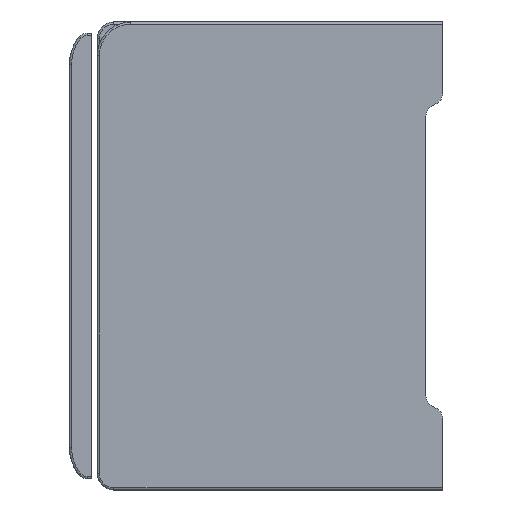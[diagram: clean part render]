
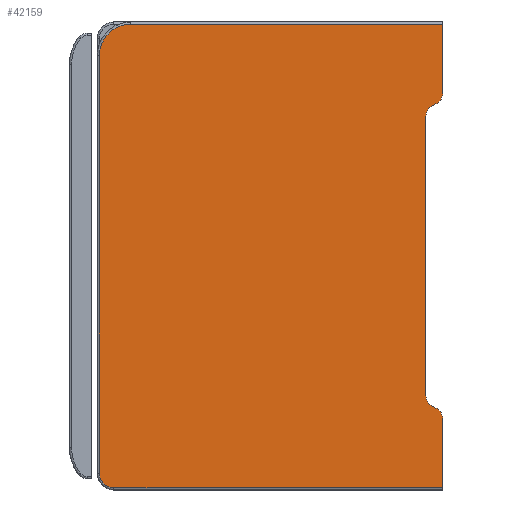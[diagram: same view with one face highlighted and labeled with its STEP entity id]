
A CAD part, left-side view. The second image highlights one B-rep face of the part: STEP entity #42159.
In plain terms, the highlighted planar face has unit normal (-1, 0, 0).
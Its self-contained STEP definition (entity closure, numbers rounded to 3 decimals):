
#6530=DIRECTION('',(0.,-1.,0.));
#6531=VECTOR('',#6530,28.);
#6532=CARTESIAN_POINT('',(68.4,28.,21.7));
#6533=LINE('',#6532,#6531);
#6534=DIRECTION('',(0.,0.,-1.));
#6535=VECTOR('',#6534,6.223);
#6536=CARTESIAN_POINT('',(68.4,0.,21.7));
#6537=LINE('',#6536,#6535);
#6538=CARTESIAN_POINT('',(68.4,1.,15.478));
#6539=DIRECTION('',(1.,0.,0.));
#6540=DIRECTION('',(0.,-1.,0.));
#6541=AXIS2_PLACEMENT_3D('',#6538,#6539,#6540);
#6543=DIRECTION('',(0.,-0.866,0.5));
#6544=VECTOR('',#6543,0.577);
#6545=CARTESIAN_POINT('',(68.4,1.,14.323));
#6546=LINE('',#6545,#6544);
#6547=CARTESIAN_POINT('',(68.4,0.5,13.457));
#6548=DIRECTION('',(1.,0.,0.));
#6549=DIRECTION('',(0.,1.,0.));
#6550=AXIS2_PLACEMENT_3D('',#6547,#6548,#6549);
#6552=DIRECTION('',(0.,0.,1.));
#6553=VECTOR('',#6552,25.113);
#6554=CARTESIAN_POINT('',(68.4,1.5,-11.656));
#6555=LINE('',#6554,#6553);
#6556=CARTESIAN_POINT('',(68.4,0.5,-11.656));
#6557=DIRECTION('',(1.,0.,0.));
#6558=DIRECTION('',(0.,0.5,-0.866));
#6559=AXIS2_PLACEMENT_3D('',#6556,#6557,#6558);
#6561=DIRECTION('',(0.,0.866,0.5));
#6562=VECTOR('',#6561,0.577);
#6563=CARTESIAN_POINT('',(68.4,0.5,-12.811));
#6564=LINE('',#6563,#6562);
#6565=CARTESIAN_POINT('',(68.4,1.,-13.677));
#6566=DIRECTION('',(1.,0.,0.));
#6567=DIRECTION('',(0.,-0.5,0.866));
#6568=AXIS2_PLACEMENT_3D('',#6565,#6566,#6567);
#6570=DIRECTION('',(0.,0.,-1.));
#6571=VECTOR('',#6570,6.223);
#6572=CARTESIAN_POINT('',(68.4,0.,-13.677));
#6573=LINE('',#6572,#6571);
#6574=DIRECTION('',(0.,1.,0.));
#6575=VECTOR('',#6574,29.5);
#6576=CARTESIAN_POINT('',(68.4,0.,-19.9));
#6577=LINE('',#6576,#6575);
#6578=CARTESIAN_POINT('',(68.4,29.5,-18.6));
#6579=DIRECTION('',(1.,0.,0.));
#6580=DIRECTION('',(0.,0.,-1.));
#6581=AXIS2_PLACEMENT_3D('',#6578,#6579,#6580);
#6583=DIRECTION('',(0.,0.,1.));
#6584=VECTOR('',#6583,37.5);
#6585=CARTESIAN_POINT('',(68.4,30.8,-18.6));
#6586=LINE('',#6585,#6584);
#6587=CARTESIAN_POINT('',(68.4,28.,18.9));
#6588=DIRECTION('',(1.,0.,0.));
#6589=DIRECTION('',(0.,1.,0.));
#6590=AXIS2_PLACEMENT_3D('',#6587,#6588,#6589);
#26783=CARTESIAN_POINT('',(68.4,0.,21.7));
#26785=VERTEX_POINT('',#26783);
#26786=CARTESIAN_POINT('',(68.4,28.,21.7));
#26787=VERTEX_POINT('',#26786);
#26792=CARTESIAN_POINT('',(68.4,30.8,18.9));
#26793=VERTEX_POINT('',#26792);
#26796=CARTESIAN_POINT('',(68.4,30.8,-18.6));
#26797=VERTEX_POINT('',#26796);
#26798=CARTESIAN_POINT('',(68.4,0.,-19.9));
#26800=VERTEX_POINT('',#26798);
#26804=CARTESIAN_POINT('',(68.4,29.5,-19.9));
#26805=VERTEX_POINT('',#26804);
#29290=CARTESIAN_POINT('',(68.4,0.5,-12.811));
#29291=CARTESIAN_POINT('',(68.4,0.,-13.677));
#29292=VERTEX_POINT('',#29290);
#29293=VERTEX_POINT('',#29291);
#29294=CARTESIAN_POINT('',(68.4,1.,-12.522));
#29295=VERTEX_POINT('',#29294);
#29296=CARTESIAN_POINT('',(68.4,1.5,-11.656));
#29297=VERTEX_POINT('',#29296);
#29298=CARTESIAN_POINT('',(68.4,1.5,13.457));
#29299=VERTEX_POINT('',#29298);
#29300=CARTESIAN_POINT('',(68.4,1.,14.323));
#29301=VERTEX_POINT('',#29300);
#29302=CARTESIAN_POINT('',(68.4,0.5,14.612));
#29303=VERTEX_POINT('',#29302);
#29304=CARTESIAN_POINT('',(68.4,0.,15.478));
#29305=VERTEX_POINT('',#29304);
#42127=CARTESIAN_POINT('',(68.4,0.,-20.1));
#42128=DIRECTION('',(-1.,0.,0.));
#42129=DIRECTION('',(0.,0.,1.));
#42130=AXIS2_PLACEMENT_3D('',#42127,#42128,#42129);
#42131=PLANE('',#42130);
#42133=ORIENTED_EDGE('',*,*,#42132,.T.);
#42134=ORIENTED_EDGE('',*,*,#42089,.T.);
#42136=ORIENTED_EDGE('',*,*,#42135,.T.);
#42138=ORIENTED_EDGE('',*,*,#42137,.F.);
#42140=ORIENTED_EDGE('',*,*,#42139,.F.);
#42142=ORIENTED_EDGE('',*,*,#42141,.F.);
#42144=ORIENTED_EDGE('',*,*,#42143,.F.);
#42146=ORIENTED_EDGE('',*,*,#42145,.F.);
#42147=ORIENTED_EDGE('',*,*,#42112,.T.);
#42148=ORIENTED_EDGE('',*,*,#42070,.T.);
#42150=ORIENTED_EDGE('',*,*,#42149,.T.);
#42152=ORIENTED_EDGE('',*,*,#42151,.T.);
#42154=ORIENTED_EDGE('',*,*,#42153,.T.);
#42156=ORIENTED_EDGE('',*,*,#42155,.T.);
#42157=EDGE_LOOP('',(#42133,#42134,#42136,#42138,#42140,#42142,#42144,#42146,
#42147,#42148,#42150,#42152,#42154,#42156));
#42158=FACE_OUTER_BOUND('',#42157,.F.);
#42159=ADVANCED_FACE('',(#42158),#42131,.T.);
#6542=CIRCLE('',#6541,1.);
#6551=CIRCLE('',#6550,1.);
#6560=CIRCLE('',#6559,1.);
#6569=CIRCLE('',#6568,1.);
#6582=CIRCLE('',#6581,1.3);
#6591=CIRCLE('',#6590,2.8);
#42070=EDGE_CURVE('',#29293,#26800,#6573,.T.);
#42089=EDGE_CURVE('',#26785,#29305,#6537,.T.);
#42112=EDGE_CURVE('',#29292,#29293,#6569,.T.);
#42132=EDGE_CURVE('',#26787,#26785,#6533,.T.);
#42135=EDGE_CURVE('',#29305,#29303,#6542,.T.);
#42137=EDGE_CURVE('',#29301,#29303,#6546,.T.);
#42139=EDGE_CURVE('',#29299,#29301,#6551,.T.);
#42141=EDGE_CURVE('',#29297,#29299,#6555,.T.);
#42143=EDGE_CURVE('',#29295,#29297,#6560,.T.);
#42145=EDGE_CURVE('',#29292,#29295,#6564,.T.);
#42149=EDGE_CURVE('',#26800,#26805,#6577,.T.);
#42151=EDGE_CURVE('',#26805,#26797,#6582,.T.);
#42153=EDGE_CURVE('',#26797,#26793,#6586,.T.);
#42155=EDGE_CURVE('',#26793,#26787,#6591,.T.);
